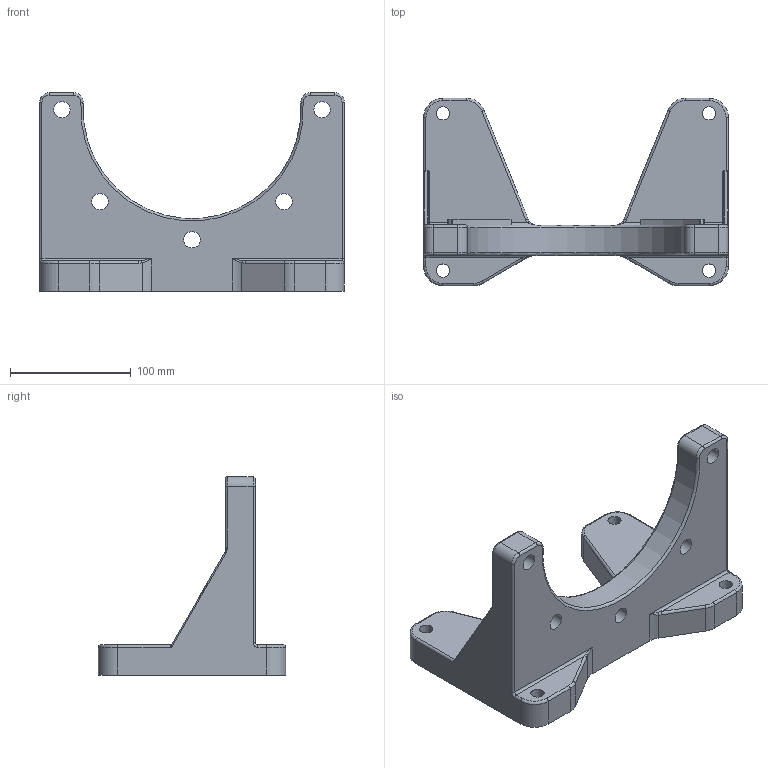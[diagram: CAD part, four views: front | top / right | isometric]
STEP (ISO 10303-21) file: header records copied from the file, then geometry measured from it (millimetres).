
FILE_DESCRIPTION(('STEP AP203'),'2;1');
FILE_NAME('P-250.stp','2007-03-19T14:15:10',(''),(''),'2005.1.101','THINKDESIGN','');
FILE_SCHEMA(('CONFIG_CONTROL_DESIGN'));
Length unit declared in the file: millimetre
Bounding box: 252 x 155 x 164 mm (x, y, z)
Volume: 448424.1 mm3; surface area: 203001.4 mm2
Topology: 1 solids, 1 shells, 290 faces, 767 edges, 484 vertices
Faces by surface type: cylinder 163, plane 77, bspline 50
Full cylindrical faces by diameter (mm): 11 x4, 13.5 x5
Entity records: 13366 total; most frequent: CARTESIAN_POINT 6047, DIRECTION 1543, ORIENTED_EDGE 1510, EDGE_CURVE 755, AXIS2_PLACEMENT_3D 602, VERTEX_POINT 484, CIRCLE 362, VECTOR 339
